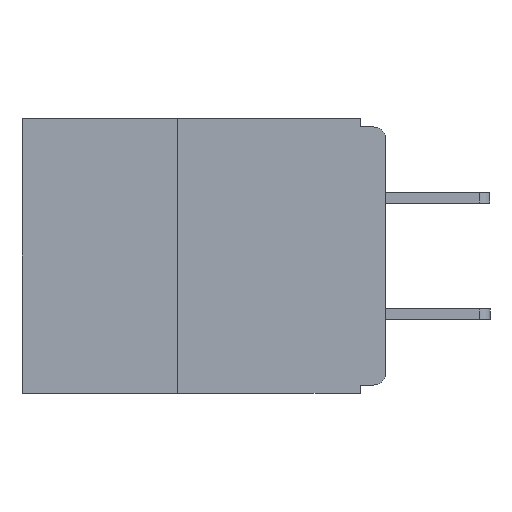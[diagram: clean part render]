
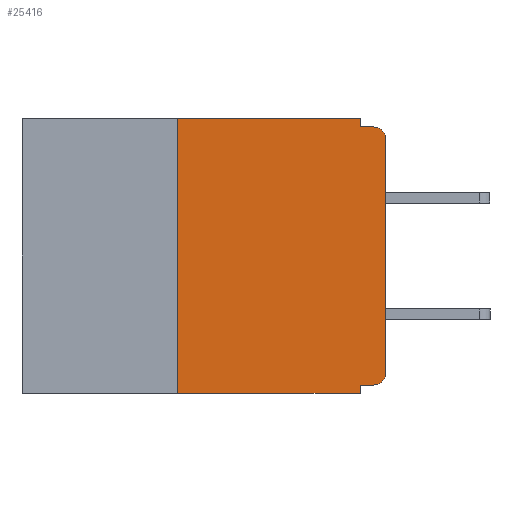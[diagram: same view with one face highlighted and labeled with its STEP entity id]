
A CAD part, left-side view. The second image highlights one B-rep face of the part: STEP entity #25416.
In plain terms, the highlighted planar face has unit normal (-1, 0, 0).
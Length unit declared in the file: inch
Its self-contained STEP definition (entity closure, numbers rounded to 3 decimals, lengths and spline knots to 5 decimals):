
#168 = VERTEX_POINT ( 'NONE', #7784 ) ;
#452 = EDGE_CURVE ( 'NONE', #21865, #168, #11798, .T. ) ;
#693 = VERTEX_POINT ( 'NONE', #19036 ) ;
#1439 = CARTESIAN_POINT ( 'NONE',  ( 0., 0.015, -0.01 ) ) ;
#1579 = CARTESIAN_POINT ( 'NONE',  ( 0., 0.25, -0.33 ) ) ;
#1824 = VERTEX_POINT ( 'NONE', #35076 ) ;
#2465 = DIRECTION ( 'NONE',  ( 0., 0., 1. ) ) ;
#2766 = VECTOR ( 'NONE', #32278, 39.37008 ) ;
#3642 = VECTOR ( 'NONE', #10173, 39.37008 ) ;
#3674 = CARTESIAN_POINT ( 'NONE',  ( 0., 0.031, -0.33 ) ) ;
#3686 = VECTOR ( 'NONE', #2465, 39.37008 ) ;
#4280 = CARTESIAN_POINT ( 'NONE',  ( 0., 0.015, -0.025 ) ) ;
#4583 = LINE ( 'NONE', #15658, #3642 ) ;
#4876 = LINE ( 'NONE', #18679, #18051 ) ;
#6221 = VERTEX_POINT ( 'NONE', #31004 ) ;
#7077 = DIRECTION ( 'NONE',  ( 1., 0., 0. ) ) ;
#7132 = VECTOR ( 'NONE', #9498, 39.37008 ) ;
#7140 = DIRECTION ( 'NONE',  ( 0., 0., -1. ) ) ;
#7784 = CARTESIAN_POINT ( 'NONE',  ( 0., 0., -0.305 ) ) ;
#8032 = LINE ( 'NONE', #9698, #22050 ) ;
#8637 = VERTEX_POINT ( 'NONE', #1439 ) ;
#8886 = CARTESIAN_POINT ( 'NONE',  ( 0., 0., -0.32 ) ) ;
#9498 = DIRECTION ( 'NONE',  ( 0., -1., 0. ) ) ;
#9583 = CIRCLE ( 'NONE', #20057, 0.015 ) ;
#9698 = CARTESIAN_POINT ( 'NONE',  ( 0., 0.25, -0.33 ) ) ;
#10173 = DIRECTION ( 'NONE',  ( 0., -1., 0. ) ) ;
#10354 = LINE ( 'NONE', #26869, #2766 ) ;
#10460 = ORIENTED_EDGE ( 'NONE', *, *, #452, .T. ) ;
#10827 = ORIENTED_EDGE ( 'NONE', *, *, #11773, .T. ) ;
#10981 = ORIENTED_EDGE ( 'NONE', *, *, #13745, .F. ) ;
#11253 = ORIENTED_EDGE ( 'NONE', *, *, #27251, .F. ) ;
#11415 = VERTEX_POINT ( 'NONE', #29964 ) ;
#11565 = DIRECTION ( 'NONE',  ( 0., 1., 0. ) ) ;
#11773 = EDGE_CURVE ( 'NONE', #6221, #8637, #9583, .T. ) ;
#11798 = CIRCLE ( 'NONE', #32526, 0.015 ) ;
#12459 = VERTEX_POINT ( 'NONE', #1579 ) ;
#12878 = VERTEX_POINT ( 'NONE', #14444 ) ;
#13565 = EDGE_CURVE ( 'NONE', #17170, #693, #24738, .T. ) ;
#13745 = EDGE_CURVE ( 'NONE', #12878, #11415, #10354, .T. ) ;
#14150 = DIRECTION ( 'NONE',  ( -1., 0., 0. ) ) ;
#14444 = CARTESIAN_POINT ( 'NONE',  ( 0., 0.031, 0. ) ) ;
#14947 = DIRECTION ( 'NONE',  ( 0., 0., -1. ) ) ;
#15097 = CARTESIAN_POINT ( 'NONE',  ( 0., 0.437, -0.33 ) ) ;
#15658 = CARTESIAN_POINT ( 'NONE',  ( 0., 0., -0.01 ) ) ;
#17109 = EDGE_CURVE ( 'NONE', #21865, #17170, #17267, .T. ) ;
#17170 = VERTEX_POINT ( 'NONE', #28356 ) ;
#17267 = LINE ( 'NONE', #8886, #23791 ) ;
#17365 = VECTOR ( 'NONE', #26063, 39.37008 ) ;
#17378 = FACE_OUTER_BOUND ( 'NONE', #19639, .T. ) ;
#18051 = VECTOR ( 'NONE', #21516, 39.37008 ) ;
#18436 = CARTESIAN_POINT ( 'NONE',  ( 0., 0.015, -0.305 ) ) ;
#18679 = CARTESIAN_POINT ( 'NONE',  ( 0., 0.437, 0. ) ) ;
#19036 = CARTESIAN_POINT ( 'NONE',  ( 0., 0.031, -0.33 ) ) ;
#19557 = LINE ( 'NONE', #35516, #3686 ) ;
#19639 = EDGE_LOOP ( 'NONE', ( #33882, #10827, #27503, #10981, #26356, #11253, #20691, #20160, #24278, #10460 ) ) ;
#20057 = AXIS2_PLACEMENT_3D ( 'NONE', #4280, #23904, #7140 ) ;
#20160 = ORIENTED_EDGE ( 'NONE', *, *, #13565, .F. ) ;
#20691 = ORIENTED_EDGE ( 'NONE', *, *, #26619, .T. ) ;
#21083 = PLANE ( 'NONE',  #33812 ) ;
#21516 = DIRECTION ( 'NONE',  ( 0., -1., 0. ) ) ;
#21865 = VERTEX_POINT ( 'NONE', #23061 ) ;
#22050 = VECTOR ( 'NONE', #29016, 39.37008 ) ;
#22154 = EDGE_CURVE ( 'NONE', #1824, #12878, #4876, .T. ) ;
#23061 = CARTESIAN_POINT ( 'NONE',  ( 0., 0.015, -0.32 ) ) ;
#23791 = VECTOR ( 'NONE', #11565, 39.37008 ) ;
#23832 = CARTESIAN_POINT ( 'NONE',  ( 0., 0.437, 0. ) ) ;
#23904 = DIRECTION ( 'NONE',  ( -1., 0., 0. ) ) ;
#24278 = ORIENTED_EDGE ( 'NONE', *, *, #17109, .F. ) ;
#24738 = LINE ( 'NONE', #3674, #17365 ) ;
#25416 = ADVANCED_FACE ( 'NONE', ( #17378 ), #21083, .F. ) ;
#26063 = DIRECTION ( 'NONE',  ( 0., 0., -1. ) ) ;
#26356 = ORIENTED_EDGE ( 'NONE', *, *, #22154, .F. ) ;
#26542 = DIRECTION ( 'NONE',  ( 0., 0., -1. ) ) ;
#26619 = EDGE_CURVE ( 'NONE', #12459, #693, #28388, .T. ) ;
#26869 = CARTESIAN_POINT ( 'NONE',  ( 0., 0.031, 0. ) ) ;
#27251 = EDGE_CURVE ( 'NONE', #12459, #1824, #8032, .T. ) ;
#27503 = ORIENTED_EDGE ( 'NONE', *, *, #31597, .F. ) ;
#28356 = CARTESIAN_POINT ( 'NONE',  ( 0., 0.031, -0.32 ) ) ;
#28388 = LINE ( 'NONE', #15097, #7132 ) ;
#29016 = DIRECTION ( 'NONE',  ( 0., 0., 1. ) ) ;
#29964 = CARTESIAN_POINT ( 'NONE',  ( 0., 0.031, -0.01 ) ) ;
#31004 = CARTESIAN_POINT ( 'NONE',  ( 0., 0., -0.025 ) ) ;
#31142 = EDGE_CURVE ( 'NONE', #168, #6221, #19557, .T. ) ;
#31597 = EDGE_CURVE ( 'NONE', #11415, #8637, #4583, .T. ) ;
#32278 = DIRECTION ( 'NONE',  ( 0., 0., -1. ) ) ;
#32526 = AXIS2_PLACEMENT_3D ( 'NONE', #18436, #14150, #14947 ) ;
#33812 = AXIS2_PLACEMENT_3D ( 'NONE', #23832, #7077, #26542 ) ;
#33882 = ORIENTED_EDGE ( 'NONE', *, *, #31142, .T. ) ;
#35076 = CARTESIAN_POINT ( 'NONE',  ( 0., 0.25, 0. ) ) ;
#35516 = CARTESIAN_POINT ( 'NONE',  ( 0., 0., 0. ) ) ;
